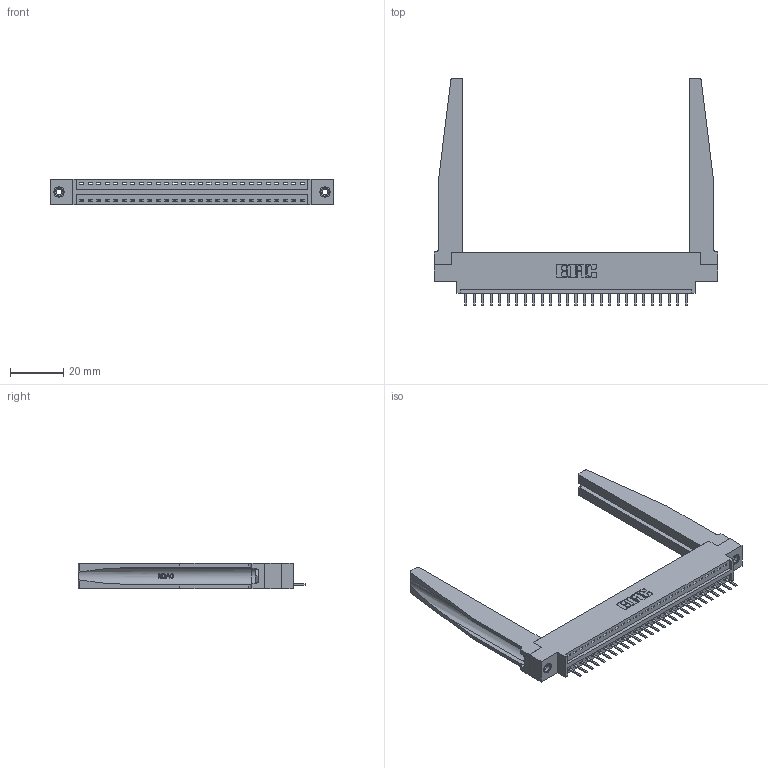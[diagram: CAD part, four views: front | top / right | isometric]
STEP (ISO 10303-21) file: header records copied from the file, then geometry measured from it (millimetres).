
FILE_DESCRIPTION (( 'STEP AP203' ), '1' );
FILE_NAME ('396-027-520-678.STEP', '2019-10-27T07:42:15', ( '' ), ( '' ), 'SwSTEP 2.0', 'SolidWorks 2016', '' );
FILE_SCHEMA (( 'CONFIG_CONTROL_DESIGN' ));
Length unit declared in the file: inch
Products named in the file (5): 346-220-078_345-220-078; 345-292-001_345-293-120; 396-027-520-678; 346 Part_0.170 Offset - 0.156 Dia-TH; 345-250-001_345-250-001-102
Assembly tree (32 placements, depth 2):
  396-027-520-678
    346 Part_0.170 Offset - 0.156 Dia-TH
    345-292-001_345-293-120  x27
    346-220-078_345-220-078  x2
    345-250-001_345-250-001-102  x2
Bounding box: 106.3 x 85.29 x 9.4 mm (x, y, z)
Volume: 16748.4 mm3; surface area: 18577.5 mm2
Topology: 32 solids, 32 shells, 2034 faces, 5917 edges, 3862 vertices
Faces by surface type: plane 1356, cylinder 626, bspline 36, cone 12, torus 4
Entity records: 23770 total; most frequent: CARTESIAN_POINT 5004, ORIENTED_EDGE 3842, DIRECTION 3405, EDGE_CURVE 1921, LINE 1583, VECTOR 1583, VERTEX_POINT 1272, AXIS2_PLACEMENT_3D 911
